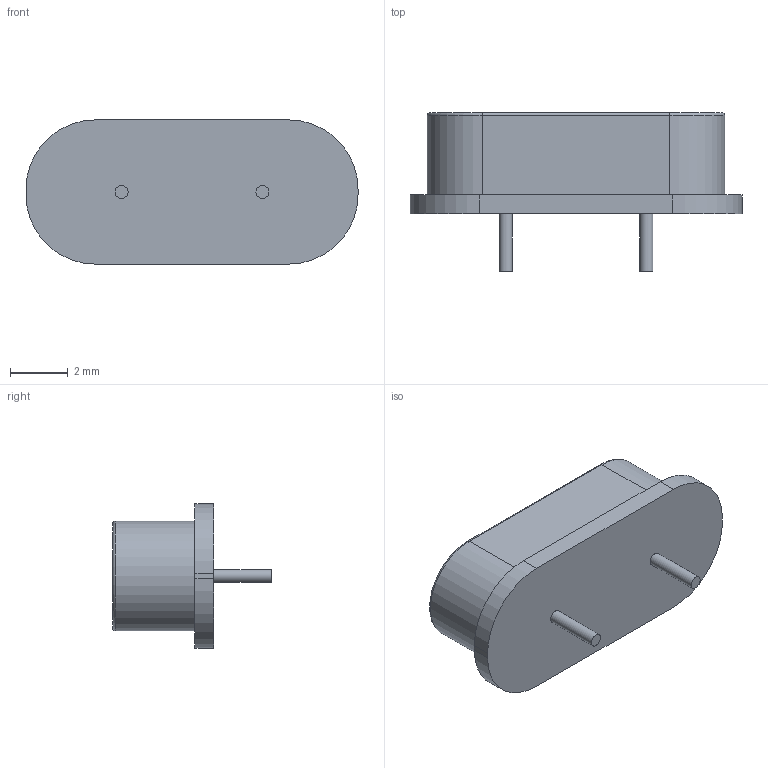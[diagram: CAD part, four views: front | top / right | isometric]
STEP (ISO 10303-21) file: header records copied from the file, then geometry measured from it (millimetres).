
FILE_DESCRIPTION(/* description */ (''),/* implementation_level */ '2;1');
FILE_NAME(/* name */ 'Crystal Low Profile.step',/* time_stamp */ '2019-03-14T08:13:47+11:00',/* author */ ('austfox'),/* organization */ (''),/* preprocessor_version */ 'ST-DEVELOPER v17.2',/* originating_system */ 'Autodesk Translation Framework v7.6.0.251',/* authorisation */ '');
FILE_SCHEMA (('AUTOMOTIVE_DESIGN { 1 0 10303 214 3 1 1 }'));
Length unit declared in the file: millimetre
Products named in the file (1): Crystal Low Profile
Bounding box: 11.5 x 5.5 x 5 mm (x, y, z)
Volume: 137.5 mm3; surface area: 200.2 mm2
Topology: 3 solids, 3 shells, 25 faces, 50 edges, 32 vertices
Faces by surface type: plane 13, cylinder 10, torus 2
Full cylindrical faces by diameter (mm): 0.45 x2
Entity records: 692 total; most frequent: DIRECTION 124, CARTESIAN_POINT 108, ORIENTED_EDGE 100, EDGE_CURVE 50, AXIS2_PLACEMENT_3D 48, VERTEX_POINT 32, LINE 28, VECTOR 28
